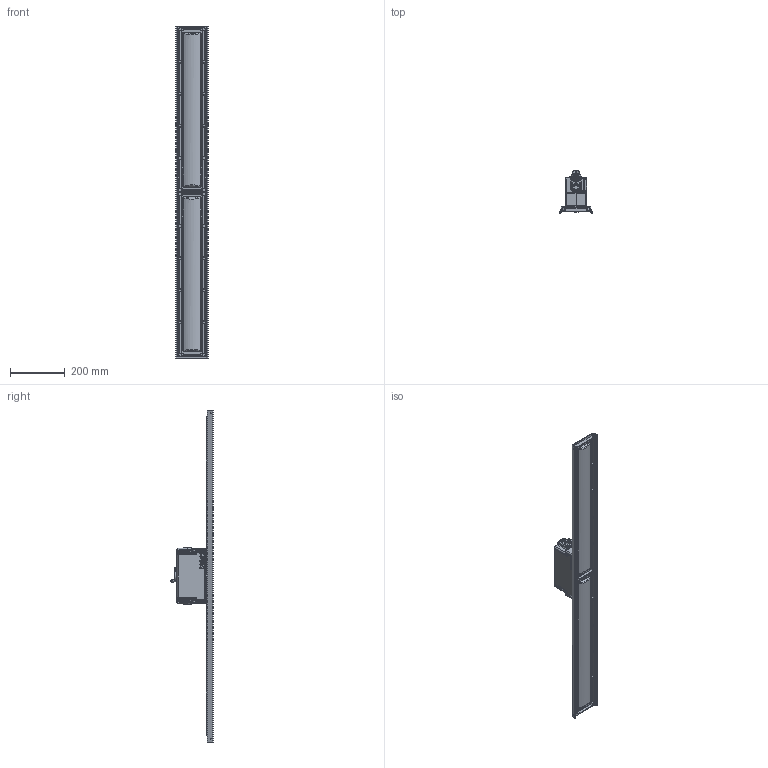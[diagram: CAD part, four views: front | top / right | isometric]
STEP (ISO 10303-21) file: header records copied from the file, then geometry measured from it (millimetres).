
FILE_DESCRIPTION((''),'2;1');
FILE_NAME('8800HZL020000_NO-BRKT_4STEP_ASM','2013-08-28T',('leibw'),(''),'PRO/ENGINEER BY PARAMETRIC TECHNOLOGY CORPORATION, 2011040','PRO/ENGINEER BY PARAMETRIC TECHNOLOGY CORPORATION, 2011040','');
FILE_SCHEMA(('CONFIG_CONTROL_DESIGN'));
Length unit declared in the file: inch
Products named in the file (28): 3950HZL001300; 4750HZL000300; 6000HZL001600; 6000865002000; 5000HZL001200; 9100117062099_FLAT; 9100117183799_4DRW_ASM; 8800HZL000501_EMPTY; 4600HZL002101_EMPTY; 4600HZL002201_EMPTY; 5000HZL001201; 3950HZL001700; 5600HZL000200; 6000HZL002000; 6200HZL000500; 8800HZL014000_NO_P-S_ASM; LOCKWASHER_EXT_TOOTH_10; RING-LUG_NO10-STUD; GND_WIRE-LINEAR_4ASM-2; 8800HZL000700_4ASM-2_ASM; 6000HZL000600; 5000HZL001202; 3050HZL001700; LOCHWASHER_SPLIT_NO_8; 6000HZL001700; 6000HZL001400; 6200860000103; 8800HZL020000_NO-BRKT_4STEP_ASM
Assembly tree (64 placements, depth 3):
  8800HZL020000_NO-BRKT_4STEP_ASM
    3950HZL001300
    4750HZL000300  x2
    6000HZL001600  x24
    6000865002000  x4
    5000HZL001200  x2
    9100117183799_4DRW_ASM
      9100117062099_FLAT  x2
    8800HZL000501_EMPTY
    4600HZL002101_EMPTY
    4600HZL002201_EMPTY
    5000HZL001201
    8800HZL014000_NO_P-S_ASM
      3950HZL001700
      5600HZL000200
      6000HZL002000
      6200HZL000500  x2
    LOCKWASHER_EXT_TOOTH_10
    8800HZL000700_4ASM-2_ASM
      RING-LUG_NO10-STUD
      GND_WIRE-LINEAR_4ASM-2
    6000HZL000600
    5000HZL001202
    3050HZL001700
    LOCHWASHER_SPLIT_NO_8  x4
    6000HZL001700  x4
    6000HZL001400
    6200860000103  x2
Bounding box: 120.53 x 154.32 x 1214.42 mm (x, y, z)
Volume: 1705673.4 mm3; surface area: 967290.2 mm2
Topology: 58 solids, 62 shells, 5564 faces, 13149 edges, 7875 vertices
Faces by surface type: cylinder 1839, bspline 1430, plane 1318, cone 418, torus 406, sphere 153
Entity records: 86241 total; most frequent: CARTESIAN_POINT 31189, DIRECTION 11534, ORIENTED_EDGE 11334, EDGE_CURVE 5669, AXIS2_PLACEMENT_3D 4529, VERTEX_POINT 3427, EDGE_LOOP 2624, VECTOR 2476
